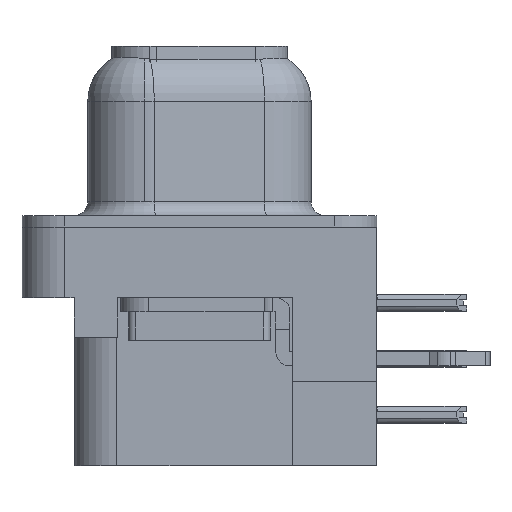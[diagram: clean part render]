
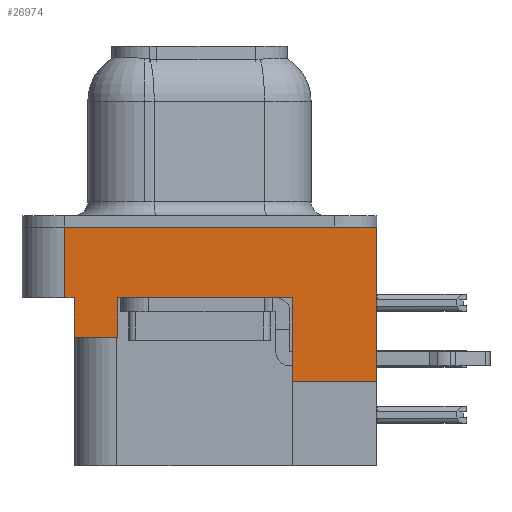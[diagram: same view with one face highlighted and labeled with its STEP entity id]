
A CAD part, left-side view. The second image highlights one B-rep face of the part: STEP entity #26974.
In plain terms, the highlighted planar face has unit normal (-1, 0, 0).
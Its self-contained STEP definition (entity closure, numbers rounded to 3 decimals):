
#560 = ORIENTED_EDGE ( 'NONE', *, *, #16655, .F. ) ;
#569 = CARTESIAN_POINT ( 'NONE',  ( -2.91, 4.425, -3.9 ) ) ;
#1006 = VECTOR ( 'NONE', #12114, 1000. ) ;
#1147 = FACE_OUTER_BOUND ( 'NONE', #29790, .T. ) ;
#1422 = CARTESIAN_POINT ( 'NONE',  ( -2.91, -3.295, -8.45 ) ) ;
#1794 = VECTOR ( 'NONE', #19410, 1000. ) ;
#2400 = CARTESIAN_POINT ( 'NONE',  ( -2.91, -6.275, 0. ) ) ;
#2508 = VERTEX_POINT ( 'NONE', #13447 ) ;
#2737 = VERTEX_POINT ( 'NONE', #20112 ) ;
#4164 = LINE ( 'NONE', #34180, #17431 ) ;
#4518 = ORIENTED_EDGE ( 'NONE', *, *, #15931, .F. ) ;
#4771 = ORIENTED_EDGE ( 'NONE', *, *, #16507, .T. ) ;
#5058 = VERTEX_POINT ( 'NONE', #28902 ) ;
#5409 = VECTOR ( 'NONE', #33393, 1000. ) ;
#5537 = PLANE ( 'NONE',  #19790 ) ;
#5601 = VERTEX_POINT ( 'NONE', #21091 ) ;
#5626 = ORIENTED_EDGE ( 'NONE', *, *, #30813, .F. ) ;
#6411 = LINE ( 'NONE', #26521, #33607 ) ;
#7095 = VECTOR ( 'NONE', #10270, 1000. ) ;
#7458 = LINE ( 'NONE', #2400, #7095 ) ;
#7720 = CARTESIAN_POINT ( 'NONE',  ( -2.91, -3.295, -5.45 ) ) ;
#7833 = CARTESIAN_POINT ( 'NONE',  ( -2.91, 2.895, -3.9 ) ) ;
#7906 = DIRECTION ( 'NONE',  ( 0., -1., 0. ) ) ;
#8028 = LINE ( 'NONE', #27894, #1006 ) ;
#8196 = ORIENTED_EDGE ( 'NONE', *, *, #33142, .T. ) ;
#9983 = VECTOR ( 'NONE', #19930, 1000. ) ;
#10270 = DIRECTION ( 'NONE',  ( 0., -1., 0. ) ) ;
#10860 = DIRECTION ( 'NONE',  ( 0., 0., 1. ) ) ;
#11218 = CARTESIAN_POINT ( 'NONE',  ( -2.91, -6.295, -5.45 ) ) ;
#11395 = VERTEX_POINT ( 'NONE', #29460 ) ;
#12114 = DIRECTION ( 'NONE',  ( 0., 1., 0. ) ) ;
#13447 = CARTESIAN_POINT ( 'NONE',  ( -2.91, 4.775, 0. ) ) ;
#13920 = EDGE_CURVE ( 'NONE', #16717, #5601, #8028, .T. ) ;
#14096 = ORIENTED_EDGE ( 'NONE', *, *, #22543, .T. ) ;
#15032 = CARTESIAN_POINT ( 'NONE',  ( -2.91, -6.275, -2.5 ) ) ;
#15718 = VERTEX_POINT ( 'NONE', #15801 ) ;
#15801 = CARTESIAN_POINT ( 'NONE',  ( -2.91, -3.295, -2.5 ) ) ;
#15931 = EDGE_CURVE ( 'NONE', #20633, #15718, #29365, .T. ) ;
#16507 = EDGE_CURVE ( 'NONE', #5058, #19603, #18669, .T. ) ;
#16655 = EDGE_CURVE ( 'NONE', #2508, #19603, #7458, .T. ) ;
#16717 = VERTEX_POINT ( 'NONE', #7833 ) ;
#16772 = CARTESIAN_POINT ( 'NONE',  ( -2.91, 4.775, -2.5 ) ) ;
#17429 = VECTOR ( 'NONE', #21881, 1000. ) ;
#17431 = VECTOR ( 'NONE', #7906, 1000. ) ;
#17662 = VECTOR ( 'NONE', #19405, 1000. ) ;
#17712 = EDGE_CURVE ( 'NONE', #5058, #20633, #31385, .T. ) ;
#18345 = ORIENTED_EDGE ( 'NONE', *, *, #17712, .F. ) ;
#18669 = LINE ( 'NONE', #15032, #5409 ) ;
#18694 = DIRECTION ( 'NONE',  ( 0., 0., 1. ) ) ;
#19167 = CARTESIAN_POINT ( 'NONE',  ( -2.91, 4.425, -2.5 ) ) ;
#19405 = DIRECTION ( 'NONE',  ( 0., -1., 0. ) ) ;
#19410 = DIRECTION ( 'NONE',  ( 0., 0., 1. ) ) ;
#19603 = VERTEX_POINT ( 'NONE', #25960 ) ;
#19790 = AXIS2_PLACEMENT_3D ( 'NONE', #24044, #26683, #10860 ) ;
#19930 = DIRECTION ( 'NONE',  ( 0., 0., 1. ) ) ;
#20112 = CARTESIAN_POINT ( 'NONE',  ( -2.91, 2.895, -2.5 ) ) ;
#20558 = ORIENTED_EDGE ( 'NONE', *, *, #13920, .F. ) ;
#20633 = VERTEX_POINT ( 'NONE', #7720 ) ;
#21091 = CARTESIAN_POINT ( 'NONE',  ( -2.91, 4.425, -3.9 ) ) ;
#21881 = DIRECTION ( 'NONE',  ( 0., 1., 0. ) ) ;
#22499 = VERTEX_POINT ( 'NONE', #19167 ) ;
#22543 = EDGE_CURVE ( 'NONE', #2737, #15718, #25475, .T. ) ;
#22564 = LINE ( 'NONE', #569, #28696 ) ;
#23416 = EDGE_CURVE ( 'NONE', #5601, #22499, #22564, .T. ) ;
#23752 = LINE ( 'NONE', #16772, #1794 ) ;
#23761 = ORIENTED_EDGE ( 'NONE', *, *, #23416, .F. ) ;
#24044 = CARTESIAN_POINT ( 'NONE',  ( -2.91, -6.275, -2.5 ) ) ;
#24912 = ORIENTED_EDGE ( 'NONE', *, *, #28709, .T. ) ;
#25475 = LINE ( 'NONE', #27235, #17662 ) ;
#25960 = CARTESIAN_POINT ( 'NONE',  ( -2.91, -6.275, 0. ) ) ;
#26521 = CARTESIAN_POINT ( 'NONE',  ( -2.91, 2.895, -3.9 ) ) ;
#26683 = DIRECTION ( 'NONE',  ( -1., 0., 0. ) ) ;
#26974 = ADVANCED_FACE ( 'NONE', ( #1147 ), #5537, .T. ) ;
#27235 = CARTESIAN_POINT ( 'NONE',  ( -2.91, -6.275, -2.5 ) ) ;
#27894 = CARTESIAN_POINT ( 'NONE',  ( -2.91, 4.425, -3.9 ) ) ;
#28696 = VECTOR ( 'NONE', #32153, 1000. ) ;
#28709 = EDGE_CURVE ( 'NONE', #16717, #2737, #6411, .T. ) ;
#28902 = CARTESIAN_POINT ( 'NONE',  ( -2.91, -6.275, -5.45 ) ) ;
#29365 = LINE ( 'NONE', #1422, #9983 ) ;
#29460 = CARTESIAN_POINT ( 'NONE',  ( -2.91, 4.775, -2.5 ) ) ;
#29790 = EDGE_LOOP ( 'NONE', ( #18345, #4771, #560, #5626, #8196, #23761, #20558, #24912, #14096, #4518 ) ) ;
#30813 = EDGE_CURVE ( 'NONE', #11395, #2508, #23752, .T. ) ;
#31385 = LINE ( 'NONE', #11218, #17429 ) ;
#32153 = DIRECTION ( 'NONE',  ( 0., 0., 1. ) ) ;
#33142 = EDGE_CURVE ( 'NONE', #11395, #22499, #4164, .T. ) ;
#33393 = DIRECTION ( 'NONE',  ( 0., 0., 1. ) ) ;
#33607 = VECTOR ( 'NONE', #18694, 1000. ) ;
#34180 = CARTESIAN_POINT ( 'NONE',  ( -2.91, -6.275, -2.5 ) ) ;
